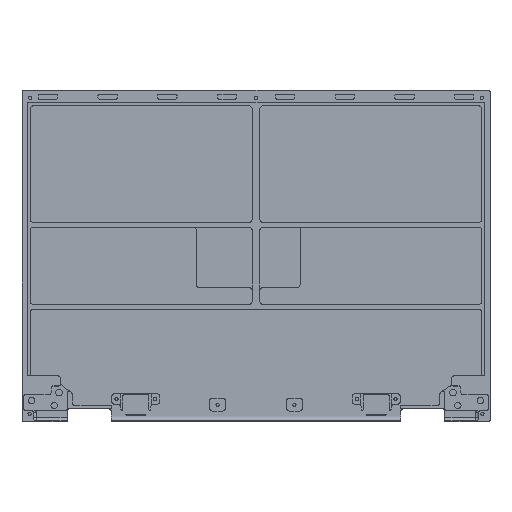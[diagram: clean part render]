
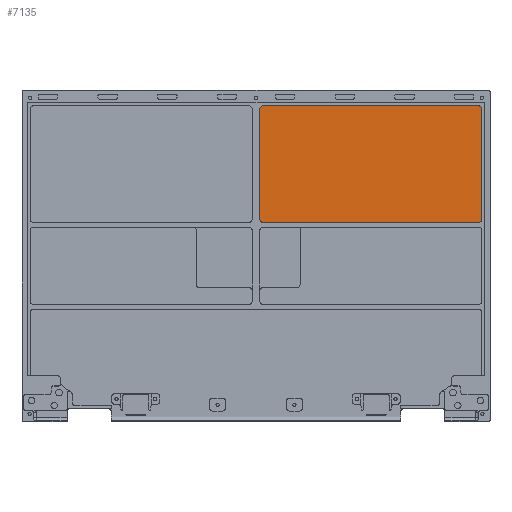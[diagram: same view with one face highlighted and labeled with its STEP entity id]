
A CAD part, top view. The second image highlights one B-rep face of the part: STEP entity #7135.
In plain terms, the highlighted planar face has unit normal (0, 0, 1).
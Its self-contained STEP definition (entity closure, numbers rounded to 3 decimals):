
#348=FACE_OUTER_BOUND('',#767,.T.);
#767=EDGE_LOOP('',(#5347,#5348,#5349,#5350,#5351,#5352,#5353,#5354));
#1253=CIRCLE('',#7707,2.);
#1257=CIRCLE('',#7715,2.);
#1258=CIRCLE('',#7717,2.);
#1259=CIRCLE('',#7718,2.);
#1696=LINE('',#11286,#2413);
#1703=LINE('',#11308,#2420);
#1704=LINE('',#11312,#2421);
#1705=LINE('',#11315,#2422);
#2413=VECTOR('',#8991,10.);
#2420=VECTOR('',#9014,1000.);
#2421=VECTOR('',#9017,10.);
#2422=VECTOR('',#9020,10.);
#3193=VERTEX_POINT('',#11279);
#3194=VERTEX_POINT('',#11280);
#3195=VERTEX_POINT('',#11285);
#3201=VERTEX_POINT('',#11303);
#3202=VERTEX_POINT('',#11307);
#3203=VERTEX_POINT('',#11309);
#3204=VERTEX_POINT('',#11311);
#3205=VERTEX_POINT('',#11313);
#4007=EDGE_CURVE('',#3193,#3194,#1253,.T.);
#4010=EDGE_CURVE('',#3195,#3193,#1696,.T.);
#4019=EDGE_CURVE('',#3201,#3195,#1257,.T.);
#4021=EDGE_CURVE('',#3202,#3194,#1703,.T.);
#4022=EDGE_CURVE('',#3202,#3203,#1258,.T.);
#4023=EDGE_CURVE('',#3203,#3204,#1704,.T.);
#4024=EDGE_CURVE('',#3204,#3205,#1259,.T.);
#4025=EDGE_CURVE('',#3201,#3205,#1705,.T.);
#5347=ORIENTED_EDGE('',*,*,#4007,.T.);
#5348=ORIENTED_EDGE('',*,*,#4021,.F.);
#5349=ORIENTED_EDGE('',*,*,#4022,.T.);
#5350=ORIENTED_EDGE('',*,*,#4023,.T.);
#5351=ORIENTED_EDGE('',*,*,#4024,.T.);
#5352=ORIENTED_EDGE('',*,*,#4025,.F.);
#5353=ORIENTED_EDGE('',*,*,#4019,.T.);
#5354=ORIENTED_EDGE('',*,*,#4010,.T.);
#6872=PLANE('',#7716);
#7135=ADVANCED_FACE('',(#348),#6872,.F.);
#7707=AXIS2_PLACEMENT_3D('',#11281,#8985,#8986);
#7715=AXIS2_PLACEMENT_3D('',#11304,#9009,#9010);
#7716=AXIS2_PLACEMENT_3D('',#11306,#9012,#9013);
#7717=AXIS2_PLACEMENT_3D('',#11310,#9015,#9016);
#7718=AXIS2_PLACEMENT_3D('',#11314,#9018,#9019);
#8985=DIRECTION('center_axis',(0.,0.,1.));
#8986=DIRECTION('ref_axis',(-0.707,-0.707,0.));
#8991=DIRECTION('',(0.,-1.,0.));
#9009=DIRECTION('center_axis',(0.,0.,1.));
#9010=DIRECTION('ref_axis',(-0.707,0.707,0.));
#9012=DIRECTION('center_axis',(0.,0.,-1.));
#9013=DIRECTION('ref_axis',(-1.,0.,0.));
#9014=DIRECTION('',(-1.,0.,0.));
#9015=DIRECTION('center_axis',(0.,0.,1.));
#9016=DIRECTION('ref_axis',(0.707,-0.707,0.));
#9017=DIRECTION('',(0.,1.,0.));
#9018=DIRECTION('center_axis',(0.,0.,1.));
#9019=DIRECTION('ref_axis',(0.707,0.707,0.));
#9020=DIRECTION('',(1.,0.,0.));
#11279=CARTESIAN_POINT('',(4.4,31.887,0.));
#11280=CARTESIAN_POINT('',(6.4,29.887,0.));
#11281=CARTESIAN_POINT('Origin',(6.4,31.887,0.));
#11285=CARTESIAN_POINT('',(4.4,100.079,0.));
#11286=CARTESIAN_POINT('',(4.4,14.943,0.));
#11303=CARTESIAN_POINT('',(6.4,102.079,0.));
#11304=CARTESIAN_POINT('Origin',(6.4,100.079,0.));
#11306=CARTESIAN_POINT('Origin',(0.,0.,0.));
#11307=CARTESIAN_POINT('',(139.997,29.887,0.));
#11308=CARTESIAN_POINT('',(2.6,29.887,0.));
#11309=CARTESIAN_POINT('',(141.997,31.887,0.));
#11310=CARTESIAN_POINT('Origin',(139.997,31.887,0.));
#11311=CARTESIAN_POINT('',(141.997,100.079,0.));
#11312=CARTESIAN_POINT('',(141.997,102.079,0.));
#11313=CARTESIAN_POINT('',(139.997,102.079,0.));
#11314=CARTESIAN_POINT('Origin',(139.997,100.079,0.));
#11315=CARTESIAN_POINT('',(140.843,102.079,0.));
